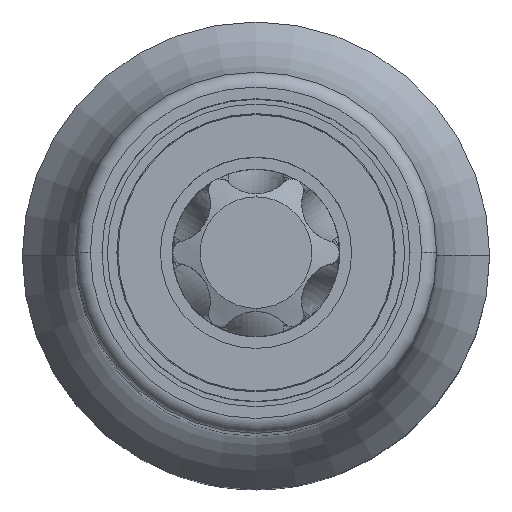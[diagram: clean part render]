
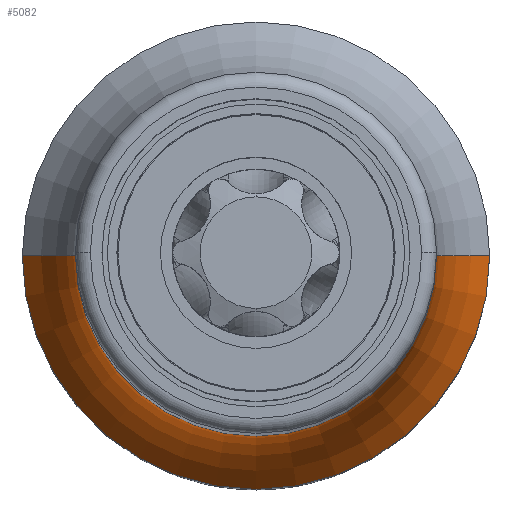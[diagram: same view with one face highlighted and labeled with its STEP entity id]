
A CAD part, top view. The second image highlights one B-rep face of the part: STEP entity #5082.
In plain terms, the highlighted toroidal (fillet/blend) face has major radius 18.5 mm and minor radius 10 mm.
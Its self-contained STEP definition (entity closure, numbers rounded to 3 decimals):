
#4460=CARTESIAN_POINT('',(0.,0.,17.2));
#4461=DIRECTION('',(0.,0.,1.));
#4462=DIRECTION('',(-1.,0.,0.));
#4463=AXIS2_PLACEMENT_3D('',#4460,#4461,#4462);
#4547=CARTESIAN_POINT('',(18.5,0.,
23.814));
#4548=DIRECTION('',(0.,1.,0.));
#4549=DIRECTION('',(-0.75,0.,-0.661));
#4550=AXIS2_PLACEMENT_3D('',#4547,#4548,#4549);
#4555=CARTESIAN_POINT('',(-18.5,0.,
23.814));
#4556=DIRECTION('',(0.,-1.,0.));
#4557=DIRECTION('',(0.75,0.,-0.661));
#4558=AXIS2_PLACEMENT_3D('',#4555,#4556,#4557);
#4571=CARTESIAN_POINT('',(0.,0.,23.814));
#4572=DIRECTION('',(0.,0.,1.));
#4573=DIRECTION('',(-1.,0.,0.));
#4574=AXIS2_PLACEMENT_3D('',#4571,#4572,#4573);
#4779=CARTESIAN_POINT('',(-11.,0.,17.2));
#4780=CARTESIAN_POINT('',(11.,0.,17.2));
#4781=VERTEX_POINT('',#4779);
#4782=VERTEX_POINT('',#4780);
#4783=CARTESIAN_POINT('',(-8.5,0.,23.814));
#4784=CARTESIAN_POINT('',(8.5,0.,23.814));
#4785=VERTEX_POINT('',#4783);
#4786=VERTEX_POINT('',#4784);
#5070=CARTESIAN_POINT('',(0.,0.,23.814));
#5071=DIRECTION('',(0.,0.,1.));
#5072=DIRECTION('',(-1.,0.,0.));
#5073=AXIS2_PLACEMENT_3D('',#5070,#5071,#5072);
#5074=TOROIDAL_SURFACE('',#5073,18.5,10.);
#5075=ORIENTED_EDGE('',*,*,#5004,.F.);
#5076=ORIENTED_EDGE('',*,*,#5065,.T.);
#5078=ORIENTED_EDGE('',*,*,#5077,.T.);
#5079=ORIENTED_EDGE('',*,*,#5061,.F.);
#5080=EDGE_LOOP('',(#5075,#5076,#5078,#5079));
#5081=FACE_OUTER_BOUND('',#5080,.F.);
#5082=ADVANCED_FACE('',(#5081),#5074,.F.);
#4464=CIRCLE('',#4463,11.);
#4551=CIRCLE('',#4550,10.);
#4559=CIRCLE('',#4558,10.);
#4575=CIRCLE('',#4574,8.5);
#5004=EDGE_CURVE('',#4781,#4782,#4464,.T.);
#5061=EDGE_CURVE('',#4782,#4786,#4551,.T.);
#5065=EDGE_CURVE('',#4781,#4785,#4559,.T.);
#5077=EDGE_CURVE('',#4785,#4786,#4575,.T.);
